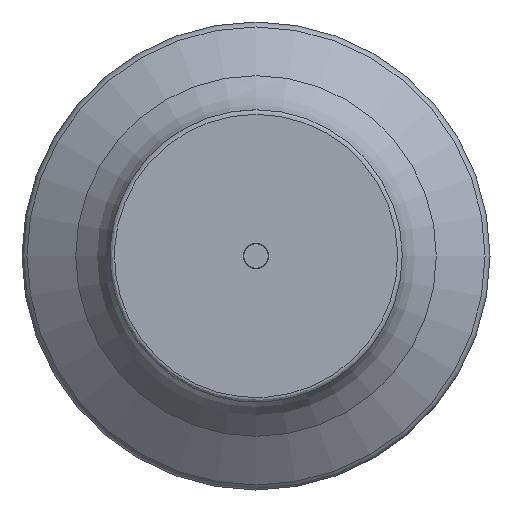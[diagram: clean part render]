
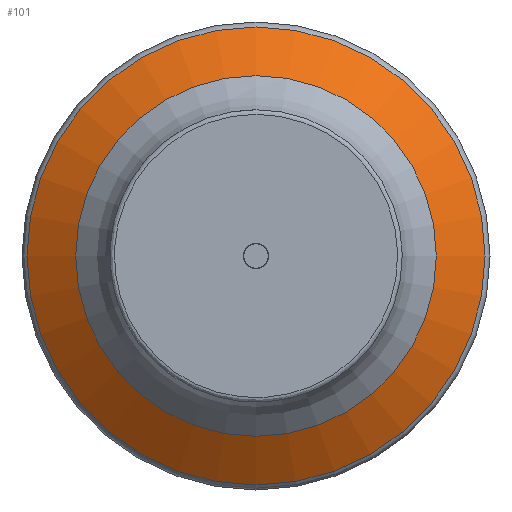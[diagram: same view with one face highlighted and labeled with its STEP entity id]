
A CAD part, left-side view. The second image highlights one B-rep face of the part: STEP entity #101.
In plain terms, the highlighted conical face has half-angle 55 degrees and reference radius 19.574 mm.
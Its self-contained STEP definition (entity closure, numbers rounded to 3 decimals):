
#60=CONICAL_SURFACE('',#257,19.574,55.);
#74=FACE_BOUND('',#133,.T.);
#75=FACE_BOUND('',#134,.T.);
#101=ADVANCED_FACE('',(#74,#75),#60,.T.);
#133=EDGE_LOOP('',(#167));
#134=EDGE_LOOP('',(#168));
#167=ORIENTED_EDGE('',*,*,#213,.F.);
#168=ORIENTED_EDGE('',*,*,#214,.T.);
#196=VERTEX_POINT('',#370);
#197=VERTEX_POINT('',#373);
#213=EDGE_CURVE('',#196,#196,#230,.T.);
#214=EDGE_CURVE('',#197,#197,#231,.T.);
#230=CIRCLE('',#254,15.411);
#231=CIRCLE('',#256,19.574);
#254=AXIS2_PLACEMENT_3D('',#369,#298,#299);
#256=AXIS2_PLACEMENT_3D('',#372,#302,#303);
#257=AXIS2_PLACEMENT_3D('',#374,#304,#305);
#298=DIRECTION('',(-1.,0.,0.));
#299=DIRECTION('',(0.,0.,1.));
#302=DIRECTION('',(-1.,0.,0.));
#303=DIRECTION('',(0.,0.,1.));
#304=DIRECTION('',(1.,0.,0.));
#305=DIRECTION('',(0.,0.,-1.));
#369=CARTESIAN_POINT('',(63.053,0.,0.));
#370=CARTESIAN_POINT('',(63.053,0.,15.411));
#372=CARTESIAN_POINT('',(65.968,0.,0.));
#373=CARTESIAN_POINT('',(65.968,0.,19.574));
#374=CARTESIAN_POINT('',(65.968,0.,0.));
